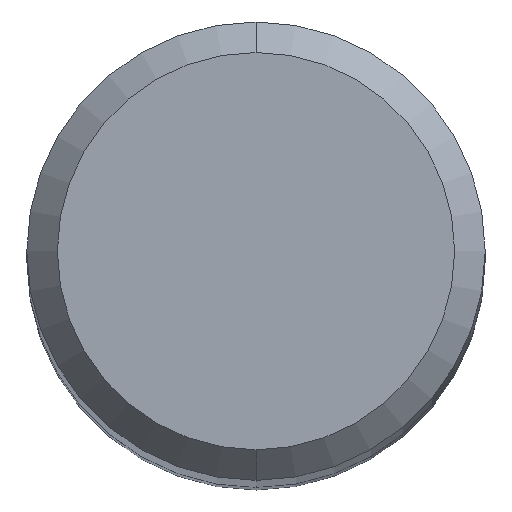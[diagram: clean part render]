
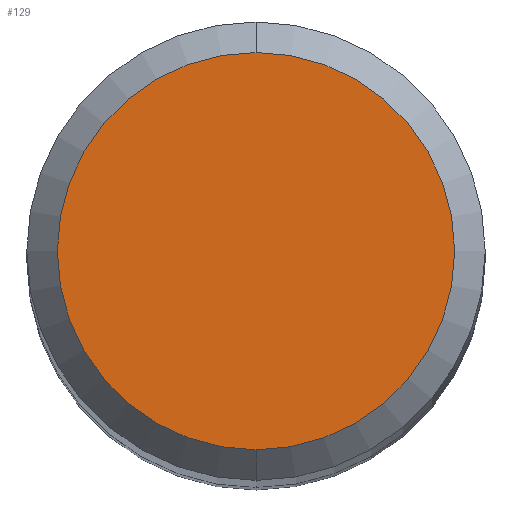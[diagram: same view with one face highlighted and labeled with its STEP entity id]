
A CAD part, top view. The second image highlights one B-rep face of the part: STEP entity #129.
In plain terms, the highlighted planar face has unit normal (0, 0, 1).
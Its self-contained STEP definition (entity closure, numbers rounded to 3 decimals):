
#83=EDGE_CURVE('',#155,#145,#202,.T.);
#95=EDGE_CURVE('',#145,#155,#214,.T.);
#129=ADVANCED_FACE('',(#256),#257,.T.);
#145=VERTEX_POINT('',#273);
#155=VERTEX_POINT('',#285);
#202=CIRCLE('',#327,2.6);
#214=CIRCLE('',#346,2.6);
#256=FACE_OUTER_BOUND('',#394,.T.);
#257=PLANE('',#395);
#273=CARTESIAN_POINT('',(0.0,2.6,0.0));
#285=CARTESIAN_POINT('',(0.,-2.6,0.0));
#327=AXIS2_PLACEMENT_3D('',#469,#470,#471);
#346=AXIS2_PLACEMENT_3D('',#475,#476,#477);
#394=EDGE_LOOP('',(#548,#549));
#395=AXIS2_PLACEMENT_3D('',#550,#551,#552);
#469=CARTESIAN_POINT('',(0.0,0.0,0.0));
#470=DIRECTION('',(0.0,0.0,-1.0));
#471=DIRECTION('',(0.0,1.0,0.0));
#475=CARTESIAN_POINT('',(0.0,0.0,0.0));
#476=DIRECTION('',(0.0,0.0,-1.0));
#477=DIRECTION('',(0.0,1.0,0.0));
#548=ORIENTED_EDGE('',*,*,#95,.F.);
#549=ORIENTED_EDGE('',*,*,#83,.F.);
#550=CARTESIAN_POINT('',(0.0,1.3,0.0));
#551=DIRECTION('',(-0.0,0.0,1.0));
#552=DIRECTION('',(0.0,-1.0,0.0));
